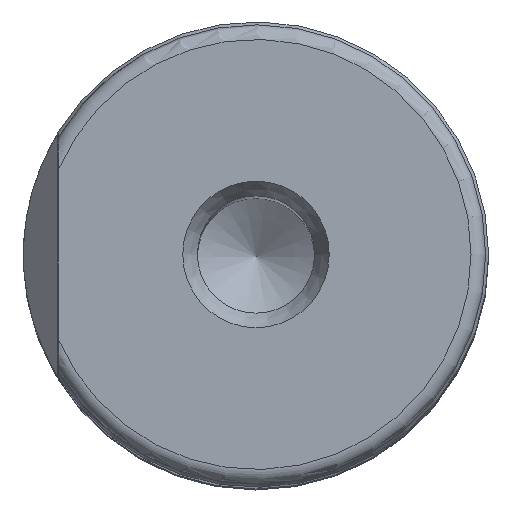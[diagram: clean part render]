
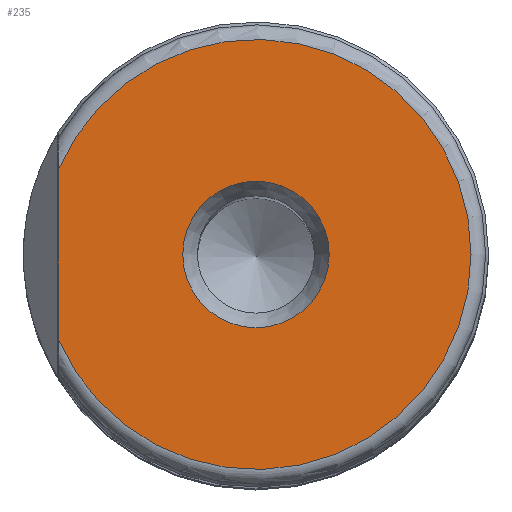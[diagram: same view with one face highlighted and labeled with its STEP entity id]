
A CAD part, top view. The second image highlights one B-rep face of the part: STEP entity #235.
In plain terms, the highlighted planar face has unit normal (0, 0, 1).
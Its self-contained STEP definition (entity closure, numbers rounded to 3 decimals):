
#197=PLANE('',#1013);
#235=ADVANCED_FACE('',(#341,#342),#197,.F.);
#297=LINE('',#2107,#310);
#310=VECTOR('',#1117,1.);
#341=FACE_BOUND('',#447,.T.);
#342=FACE_BOUND('',#448,.T.);
#447=EDGE_LOOP('',(#582,#583));
#448=EDGE_LOOP('',(#584));
#582=ORIENTED_EDGE('',*,*,#789,.T.);
#583=ORIENTED_EDGE('',*,*,#802,.T.);
#584=ORIENTED_EDGE('',*,*,#801,.T.);
#716=VERTEX_POINT('',#1717);
#717=VERTEX_POINT('',#1718);
#728=VERTEX_POINT('',#2105);
#789=EDGE_CURVE('',#716,#717,#852,.T.);
#801=EDGE_CURVE('',#728,#728,#858,.T.);
#802=EDGE_CURVE('',#717,#716,#297,.T.);
#852=CIRCLE('',#998,14.675);
#858=CIRCLE('',#1011,5.);
#998=AXIS2_PLACEMENT_3D('',#1716,#1087,#1088);
#1011=AXIS2_PLACEMENT_3D('',#2104,#1113,#1114);
#1013=AXIS2_PLACEMENT_3D('',#2108,#1118,#1119);
#1087=DIRECTION('',(0.,0.,1.));
#1088=DIRECTION('',(-1.,0.,0.));
#1113=DIRECTION('',(0.,0.,-1.));
#1114=DIRECTION('',(-1.,0.,0.));
#1117=DIRECTION('',(0.,-1.,0.));
#1118=DIRECTION('',(0.,0.,-1.));
#1119=DIRECTION('',(-1.,0.,0.));
#1716=CARTESIAN_POINT('',(0.,0.,114.3));
#1717=CARTESIAN_POINT('',(-13.487,-5.783,114.3));
#1718=CARTESIAN_POINT('',(-13.487,5.783,114.3));
#2104=CARTESIAN_POINT('',(0.,0.,114.3));
#2105=CARTESIAN_POINT('',(-5.,0.,114.3));
#2107=CARTESIAN_POINT('',(-13.487,17.5,114.3));
#2108=CARTESIAN_POINT('',(0.,-15.875,114.3));
